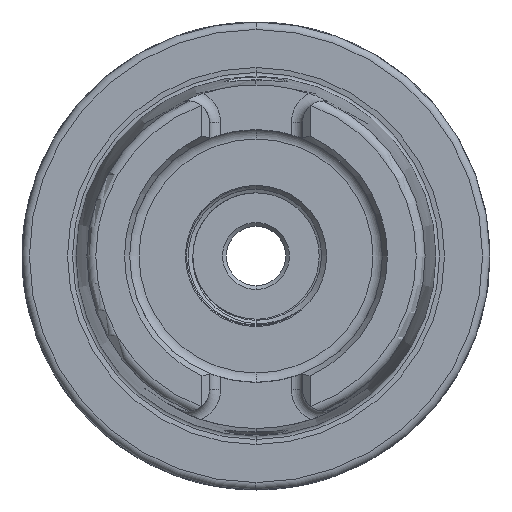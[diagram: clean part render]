
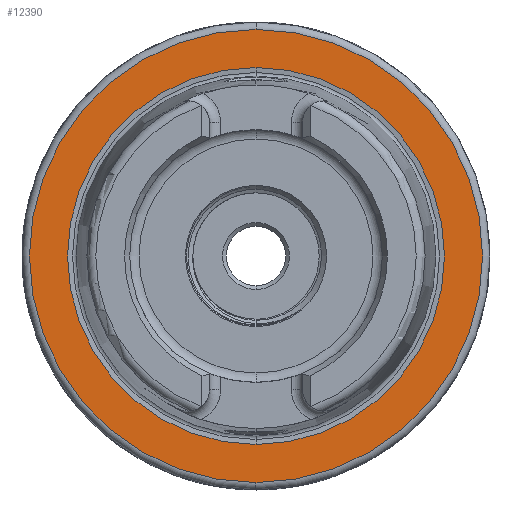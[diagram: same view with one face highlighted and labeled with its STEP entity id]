
A CAD part, left-side view. The second image highlights one B-rep face of the part: STEP entity #12390.
In plain terms, the highlighted planar face has unit normal (-1, 0, 0).
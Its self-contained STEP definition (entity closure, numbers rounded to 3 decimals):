
#178 = EDGE_CURVE ( 'NONE', #1161, #15367, #2300, .T. ) ;
#191 = EDGE_CURVE ( 'NONE', #15361, #15385, #2294, .T. ) ;
#476 = AXIS2_PLACEMENT_3D ( 'NONE', #1485, #1496, #1499 ) ;
#531 = AXIS2_PLACEMENT_3D ( 'NONE', #19764, #19771, #19766 ) ;
#1126 = ORIENTED_EDGE ( 'NONE', *, *, #18969, .T. ) ;
#1161 = VERTEX_POINT ( 'NONE', #3496 ) ;
#1485 = CARTESIAN_POINT ( 'NONE',  ( 0., 0., 0. ) ) ;
#1496 = DIRECTION ( 'NONE',  ( 1., 0., 0. ) ) ;
#1499 = DIRECTION ( 'NONE',  ( 0., 0., -1. ) ) ;
#2294 = CIRCLE ( 'NONE', #531, 30.5 ) ;
#2300 = CIRCLE ( 'NONE', #476, 25.369 ) ;
#2956 = EDGE_LOOP ( 'NONE', ( #1126, #11599 ) ) ;
#2960 = EDGE_LOOP ( 'NONE', ( #11627, #11600 ) ) ;
#3496 = CARTESIAN_POINT ( 'NONE',  ( 0., 0., -25.369 ) ) ;
#9194 = CARTESIAN_POINT ( 'NONE',  ( 0., 0., -30.5 ) ) ;
#9201 = CARTESIAN_POINT ( 'NONE',  ( 0., 0., 25.369 ) ) ;
#9209 = CARTESIAN_POINT ( 'NONE',  ( 0., 0., 30.5 ) ) ;
#11599 = ORIENTED_EDGE ( 'NONE', *, *, #178, .T. ) ;
#11600 = ORIENTED_EDGE ( 'NONE', *, *, #191, .T. ) ;
#11627 = ORIENTED_EDGE ( 'NONE', *, *, #18993, .T. ) ;
#12159 = AXIS2_PLACEMENT_3D ( 'NONE', #21817, #21819, #21822 ) ;
#12305 = AXIS2_PLACEMENT_3D ( 'NONE', #12973, #12959, #12956 ) ;
#12311 = AXIS2_PLACEMENT_3D ( 'NONE', #13066, #13064, #13085 ) ;
#12390 = ADVANCED_FACE ( 'NONE', ( #18044, #18121 ), #21871, .T. ) ;
#12956 = DIRECTION ( 'NONE',  ( 0., 0., -1. ) ) ;
#12959 = DIRECTION ( 'NONE',  ( 1., 0., 0. ) ) ;
#12973 = CARTESIAN_POINT ( 'NONE',  ( 0., 0., 0. ) ) ;
#13064 = DIRECTION ( 'NONE',  ( -1., 0., 0. ) ) ;
#13066 = CARTESIAN_POINT ( 'NONE',  ( 0., 0., 0. ) ) ;
#13085 = DIRECTION ( 'NONE',  ( 0., 0., 1. ) ) ;
#15361 = VERTEX_POINT ( 'NONE', #9194 ) ;
#15367 = VERTEX_POINT ( 'NONE', #9201 ) ;
#15385 = VERTEX_POINT ( 'NONE', #9209 ) ;
#18044 = FACE_OUTER_BOUND ( 'NONE', #2960, .T. ) ;
#18121 = FACE_BOUND ( 'NONE', #2956, .T. ) ;
#18560 = CIRCLE ( 'NONE', #12305, 25.369 ) ;
#18618 = CIRCLE ( 'NONE', #12311, 30.5 ) ;
#18969 = EDGE_CURVE ( 'NONE', #15367, #1161, #18560, .T. ) ;
#18993 = EDGE_CURVE ( 'NONE', #15385, #15361, #18618, .T. ) ;
#19764 = CARTESIAN_POINT ( 'NONE',  ( 0., 0., 0. ) ) ;
#19766 = DIRECTION ( 'NONE',  ( 0., 0., 1. ) ) ;
#19771 = DIRECTION ( 'NONE',  ( -1., 0., 0. ) ) ;
#21817 = CARTESIAN_POINT ( 'NONE',  ( 0., 25.369, 0. ) ) ;
#21819 = DIRECTION ( 'NONE',  ( -1., 0., 0. ) ) ;
#21822 = DIRECTION ( 'NONE',  ( 0., 0., 1. ) ) ;
#21871 = PLANE ( 'NONE',  #12159 ) ;
